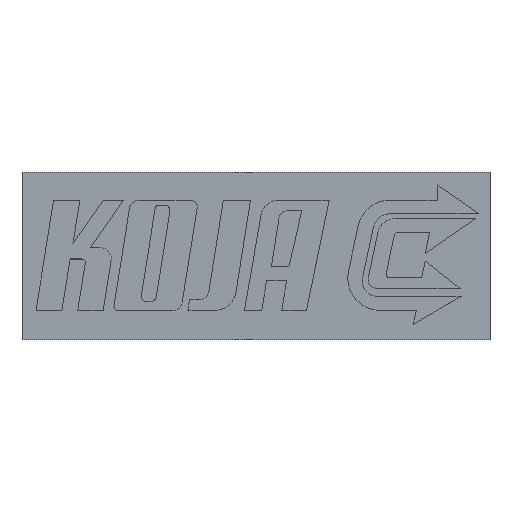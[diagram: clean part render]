
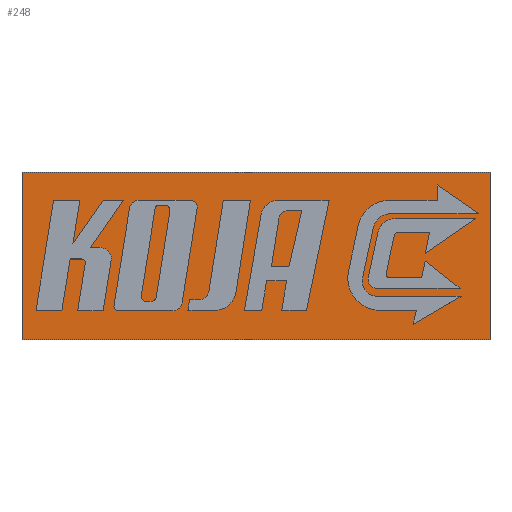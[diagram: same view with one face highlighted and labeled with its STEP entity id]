
A CAD part, top view. The second image highlights one B-rep face of the part: STEP entity #248.
In plain terms, the highlighted planar face has unit normal (0, 0, 1).
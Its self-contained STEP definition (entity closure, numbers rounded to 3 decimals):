
#31=FACE_BOUND('',#522,.T.);
#32=FACE_BOUND('',#523,.T.);
#147=CIRCLE('',#2018,2.097);
#149=CIRCLE('',#2025,0.955);
#151=CIRCLE('',#2029,0.999);
#153=CIRCLE('',#2036,4.205);
#248=ADVANCED_FACE('',(#31,#32),#325,.T.);
#325=PLANE('',#2041);
#522=EDGE_LOOP('',(#1007,#1008,#1009,#1010));
#523=EDGE_LOOP('',(#1011,#1012,#1013,#1014,#1015,#1016,#1017,#1018,#1019,
#1020,#1021,#1022,#1023,#1024));
#1007=ORIENTED_EDGE('',*,*,#1463,.T.);
#1008=ORIENTED_EDGE('',*,*,#1464,.T.);
#1009=ORIENTED_EDGE('',*,*,#1465,.T.);
#1010=ORIENTED_EDGE('',*,*,#1466,.T.);
#1011=ORIENTED_EDGE('',*,*,#1421,.F.);
#1012=ORIENTED_EDGE('',*,*,#1461,.F.);
#1013=ORIENTED_EDGE('',*,*,#1458,.F.);
#1014=ORIENTED_EDGE('',*,*,#1455,.F.);
#1015=ORIENTED_EDGE('',*,*,#1452,.F.);
#1016=ORIENTED_EDGE('',*,*,#1449,.F.);
#1017=ORIENTED_EDGE('',*,*,#1446,.F.);
#1018=ORIENTED_EDGE('',*,*,#1443,.F.);
#1019=ORIENTED_EDGE('',*,*,#1440,.F.);
#1020=ORIENTED_EDGE('',*,*,#1437,.F.);
#1021=ORIENTED_EDGE('',*,*,#1434,.F.);
#1022=ORIENTED_EDGE('',*,*,#1431,.F.);
#1023=ORIENTED_EDGE('',*,*,#1428,.F.);
#1024=ORIENTED_EDGE('',*,*,#1425,.F.);
#1181=VERTEX_POINT('',#2969);
#1182=VERTEX_POINT('',#2970);
#1185=VERTEX_POINT('',#2978);
#1187=VERTEX_POINT('',#2984);
#1189=VERTEX_POINT('',#2990);
#1191=VERTEX_POINT('',#2996);
#1193=VERTEX_POINT('',#3002);
#1195=VERTEX_POINT('',#3008);
#1197=VERTEX_POINT('',#3014);
#1199=VERTEX_POINT('',#3020);
#1201=VERTEX_POINT('',#3026);
#1203=VERTEX_POINT('',#3032);
#1205=VERTEX_POINT('',#3038);
#1207=VERTEX_POINT('',#3044);
#1209=VERTEX_POINT('',#3054);
#1210=VERTEX_POINT('',#3055);
#1211=VERTEX_POINT('',#3057);
#1212=VERTEX_POINT('',#3059);
#1421=EDGE_CURVE('',#1181,#1182,#147,.T.);
#1425=EDGE_CURVE('',#1182,#1185,#1645,.T.);
#1428=EDGE_CURVE('',#1185,#1187,#1648,.T.);
#1431=EDGE_CURVE('',#1187,#1189,#1651,.T.);
#1434=EDGE_CURVE('',#1189,#1191,#1654,.T.);
#1437=EDGE_CURVE('',#1191,#1193,#149,.T.);
#1440=EDGE_CURVE('',#1193,#1195,#1658,.T.);
#1443=EDGE_CURVE('',#1195,#1197,#151,.T.);
#1446=EDGE_CURVE('',#1197,#1199,#1662,.T.);
#1449=EDGE_CURVE('',#1199,#1201,#1665,.T.);
#1452=EDGE_CURVE('',#1201,#1203,#1668,.T.);
#1455=EDGE_CURVE('',#1203,#1205,#1671,.T.);
#1458=EDGE_CURVE('',#1205,#1207,#153,.T.);
#1461=EDGE_CURVE('',#1207,#1181,#1675,.T.);
#1463=EDGE_CURVE('',#1209,#1210,#1677,.T.);
#1464=EDGE_CURVE('',#1210,#1211,#1678,.T.);
#1465=EDGE_CURVE('',#1211,#1212,#1679,.T.);
#1466=EDGE_CURVE('',#1212,#1209,#1680,.T.);
#1645=LINE('',#2977,#1859);
#1648=LINE('',#2983,#1862);
#1651=LINE('',#2989,#1865);
#1654=LINE('',#2995,#1868);
#1658=LINE('',#3007,#1872);
#1662=LINE('',#3019,#1876);
#1665=LINE('',#3025,#1879);
#1668=LINE('',#3031,#1882);
#1671=LINE('',#3037,#1885);
#1675=LINE('',#3049,#1889);
#1677=LINE('',#3053,#1891);
#1678=LINE('',#3056,#1892);
#1679=LINE('',#3058,#1893);
#1680=LINE('',#3060,#1894);
#1859=VECTOR('',#2453,1.);
#1862=VECTOR('',#2458,1.);
#1865=VECTOR('',#2463,1.);
#1868=VECTOR('',#2468,1.);
#1872=VECTOR('',#2480,1.);
#1876=VECTOR('',#2492,1.);
#1879=VECTOR('',#2497,1.);
#1882=VECTOR('',#2502,1.);
#1885=VECTOR('',#2507,1.);
#1889=VECTOR('',#2519,1.);
#1891=VECTOR('',#2525,1.);
#1892=VECTOR('',#2526,1.);
#1893=VECTOR('',#2527,1.);
#1894=VECTOR('',#2528,1.);
#2018=AXIS2_PLACEMENT_3D('',#2968,#2445,#2446);
#2025=AXIS2_PLACEMENT_3D('',#3001,#2473,#2474);
#2029=AXIS2_PLACEMENT_3D('',#3013,#2485,#2486);
#2036=AXIS2_PLACEMENT_3D('',#3043,#2512,#2513);
#2041=AXIS2_PLACEMENT_3D('',#3061,#2529,#2530);
#2445=DIRECTION('',(0.,0.,1.));
#2446=DIRECTION('',(1.,0.,0.));
#2453=DIRECTION('',(1.,0.,0.));
#2458=DIRECTION('',(-0.788,0.616,0.));
#2463=DIRECTION('',(-0.208,-0.978,0.));
#2468=DIRECTION('',(-1.,0.,0.));
#2473=DIRECTION('',(0.,0.,-1.));
#2474=DIRECTION('',(1.,0.,0.));
#2480=DIRECTION('',(0.208,0.978,0.));
#2485=DIRECTION('',(0.,0.,-1.));
#2486=DIRECTION('',(1.,0.,0.));
#2492=DIRECTION('',(1.,0.,0.));
#2497=DIRECTION('',(-0.208,-0.978,0.));
#2502=DIRECTION('',(0.825,0.565,0.));
#2507=DIRECTION('',(-1.,0.,0.));
#2512=DIRECTION('',(0.,0.,1.));
#2513=DIRECTION('',(1.,0.,0.));
#2519=DIRECTION('',(-0.208,-0.978,0.));
#2525=DIRECTION('',(0.,-1.,0.));
#2526=DIRECTION('',(1.,0.,0.));
#2527=DIRECTION('',(0.,1.,0.));
#2528=DIRECTION('',(-1.,0.,0.));
#2529=DIRECTION('',(0.,0.,1.));
#2530=DIRECTION('',(1.,0.,0.));
#2968=CARTESIAN_POINT('',(81.438,10.691,0.));
#2969=CARTESIAN_POINT('',(79.387,11.127,0.));
#2970=CARTESIAN_POINT('',(81.438,8.594,0.));
#2977=CARTESIAN_POINT('',(81.438,8.594,0.));
#2978=CARTESIAN_POINT('',(101.349,8.594,0.));
#2983=CARTESIAN_POINT('',(101.349,8.594,0.));
#2984=CARTESIAN_POINT('',(92.996,15.12,0.));
#2989=CARTESIAN_POINT('',(92.996,15.12,0.));
#2990=CARTESIAN_POINT('',(92.137,11.076,0.));
#2995=CARTESIAN_POINT('',(92.137,11.076,0.));
#2996=CARTESIAN_POINT('',(84.616,11.076,0.));
#3001=CARTESIAN_POINT('',(84.616,12.032,0.));
#3002=CARTESIAN_POINT('',(83.682,12.23,0.));
#3007=CARTESIAN_POINT('',(83.682,12.23,0.));
#3008=CARTESIAN_POINT('',(85.597,21.24,0.));
#3013=CARTESIAN_POINT('',(86.575,21.032,0.));
#3014=CARTESIAN_POINT('',(86.575,22.031,0.));
#3019=CARTESIAN_POINT('',(86.575,22.031,0.));
#3020=CARTESIAN_POINT('',(94.065,22.031,0.));
#3025=CARTESIAN_POINT('',(94.065,22.031,0.));
#3026=CARTESIAN_POINT('',(92.996,17.002,0.));
#3031=CARTESIAN_POINT('',(92.996,17.002,0.));
#3032=CARTESIAN_POINT('',(105.1,25.3,0.));
#3037=CARTESIAN_POINT('',(105.1,25.3,0.));
#3038=CARTESIAN_POINT('',(85.805,25.3,0.));
#3043=CARTESIAN_POINT('',(85.805,21.095,0.));
#3044=CARTESIAN_POINT('',(81.692,21.969,0.));
#3049=CARTESIAN_POINT('',(81.692,21.969,0.));
#3053=CARTESIAN_POINT('',(-3.484,36.338,0.));
#3054=CARTESIAN_POINT('',(-3.484,36.338,0.));
#3055=CARTESIAN_POINT('',(-3.484,-3.662,0.));
#3056=CARTESIAN_POINT('',(-3.484,-3.662,0.));
#3057=CARTESIAN_POINT('',(108.516,-3.662,0.));
#3058=CARTESIAN_POINT('',(108.516,-3.662,0.));
#3059=CARTESIAN_POINT('',(108.516,36.338,0.));
#3060=CARTESIAN_POINT('',(108.516,36.338,0.));
#3061=CARTESIAN_POINT('',(0.,0.,0.));
